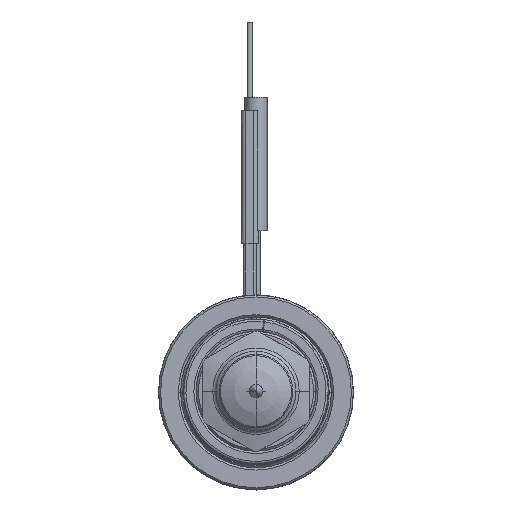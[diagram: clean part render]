
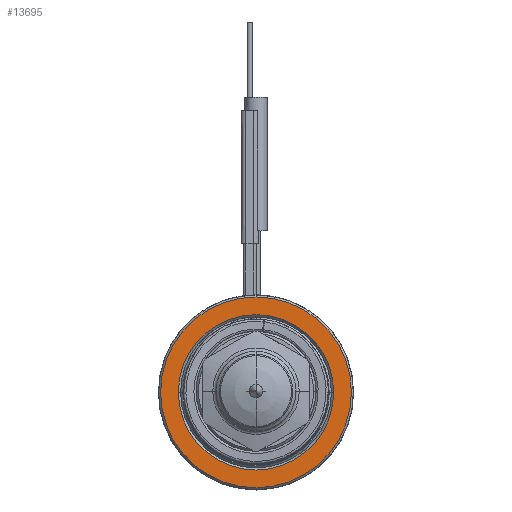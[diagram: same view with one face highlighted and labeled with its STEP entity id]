
A CAD part, top view. The second image highlights one B-rep face of the part: STEP entity #13695.
In plain terms, the highlighted planar face has unit normal (0, 0, 1).
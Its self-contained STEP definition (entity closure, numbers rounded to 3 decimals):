
#4148=CARTESIAN_POINT('',(0.,0.,40.));
#4149=DIRECTION('',(0.,0.,-1.));
#4150=DIRECTION('',(-1.,0.,0.));
#4151=AXIS2_PLACEMENT_3D('',#4148,#4149,#4150);
#4162=CARTESIAN_POINT('',(0.,0.,
40.));
#4163=DIRECTION('',(0.,0.,-1.));
#4164=DIRECTION('',(1.,0.,0.));
#4165=AXIS2_PLACEMENT_3D('',#4162,#4163,#4164);
#4176=CARTESIAN_POINT('',(0.,0.,
40.));
#4177=DIRECTION('',(0.,0.,-1.));
#4178=DIRECTION('',(1.,0.,0.));
#4179=AXIS2_PLACEMENT_3D('',#4176,#4177,#4178);
#4190=CARTESIAN_POINT('',(0.,0.,
40.));
#4191=DIRECTION('',(0.,0.,-1.));
#4192=DIRECTION('',(-1.,0.,0.));
#4193=AXIS2_PLACEMENT_3D('',#4190,#4191,#4192);
#8259=CARTESIAN_POINT('',(21.5,0.,40.));
#8260=CARTESIAN_POINT('',(-21.5,0.,40.));
#8261=VERTEX_POINT('',#8259);
#8262=VERTEX_POINT('',#8260);
#8263=CARTESIAN_POINT('',(17.5,0.,40.));
#8264=CARTESIAN_POINT('',(-17.5,0.,40.));
#8265=VERTEX_POINT('',#8263);
#8266=VERTEX_POINT('',#8264);
#13680=CARTESIAN_POINT('',(0.,0.,40.));
#13681=DIRECTION('',(0.,0.,1.));
#13682=DIRECTION('',(-1.,0.,0.));
#13683=AXIS2_PLACEMENT_3D('',#13680,#13681,#13682);
#13684=PLANE('',#13683);
#13685=ORIENTED_EDGE('',*,*,#13662,.T.);
#13686=ORIENTED_EDGE('',*,*,#13647,.T.);
#13687=EDGE_LOOP('',(#13685,#13686));
#13688=FACE_OUTER_BOUND('',#13687,.F.);
#13690=ORIENTED_EDGE('',*,*,#13689,.F.);
#13692=ORIENTED_EDGE('',*,*,#13691,.F.);
#13693=EDGE_LOOP('',(#13690,#13692));
#13694=FACE_BOUND('',#13693,.F.);
#4152=CIRCLE('',#4151,21.5);
#4166=CIRCLE('',#4165,21.5);
#4180=CIRCLE('',#4179,17.5);
#4194=CIRCLE('',#4193,17.5);
#13647=EDGE_CURVE('',#8262,#8261,#4152,.T.);
#13662=EDGE_CURVE('',#8261,#8262,#4166,.T.);
#13689=EDGE_CURVE('',#8265,#8266,#4180,.T.);
#13691=EDGE_CURVE('',#8266,#8265,#4194,.T.);
#13695=ADVANCED_FACE('',(#13688,#13694),#13684,.T.);
